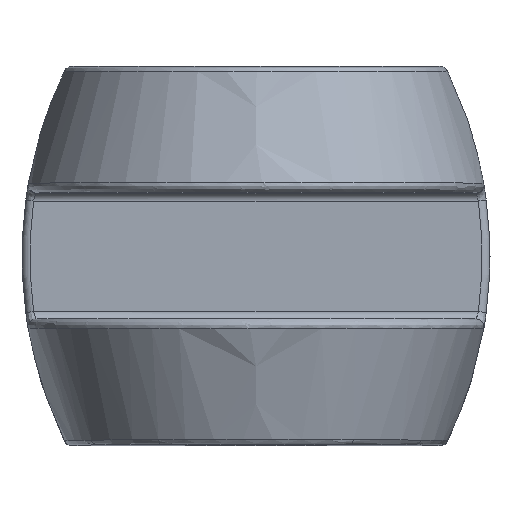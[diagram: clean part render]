
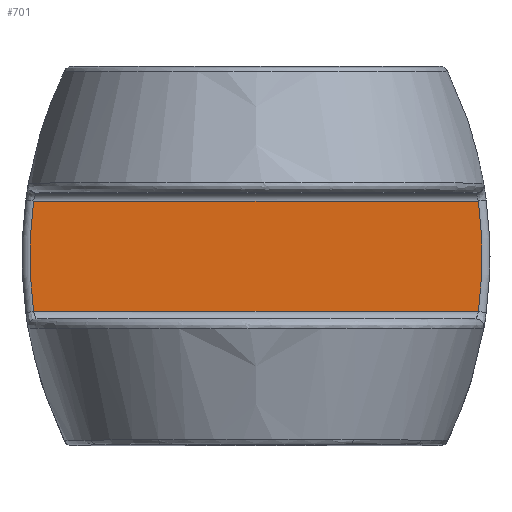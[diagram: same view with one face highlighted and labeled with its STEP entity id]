
A CAD part, top view. The second image highlights one B-rep face of the part: STEP entity #701.
In plain terms, the highlighted planar face has unit normal (0, 0, 1).
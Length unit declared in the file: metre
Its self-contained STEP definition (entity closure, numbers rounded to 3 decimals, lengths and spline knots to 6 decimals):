
#105=CIRCLE('',#763,0.010451);
#106=CIRCLE('',#764,0.010451);
#158=ORIENTED_EDGE('',*,*,#364,.T.);
#159=ORIENTED_EDGE('',*,*,#365,.T.);
#160=ORIENTED_EDGE('',*,*,#366,.T.);
#161=ORIENTED_EDGE('',*,*,#367,.T.);
#364=EDGE_CURVE('',#467,#468,#105,.F.);
#365=EDGE_CURVE('',#468,#469,#523,.T.);
#366=EDGE_CURVE('',#469,#470,#106,.F.);
#367=EDGE_CURVE('',#470,#467,#524,.F.);
#467=VERTEX_POINT('',#1068);
#468=VERTEX_POINT('',#1069);
#469=VERTEX_POINT('',#1071);
#470=VERTEX_POINT('',#1073);
#523=LINE('',#1070,#547);
#524=LINE('',#1074,#548);
#547=VECTOR('',#864,1.);
#548=VECTOR('',#867,1.);
#569=EDGE_LOOP('',(#158,#159,#160,#161));
#633=FACE_BOUND('',#569,.T.);
#694=PLANE('',#762);
#701=ADVANCED_FACE('',(#633),#694,.F.);
#762=AXIS2_PLACEMENT_3D('',#1066,#860,#861);
#763=AXIS2_PLACEMENT_3D('',#1067,#862,#863);
#764=AXIS2_PLACEMENT_3D('',#1072,#865,#866);
#860=DIRECTION('',(0.,0.,-1.));
#861=DIRECTION('',(-1.,0.,0.));
#862=DIRECTION('',(0.,0.,-1.));
#863=DIRECTION('',(-1.,0.,0.));
#864=DIRECTION('',(-1.,0.,0.));
#865=DIRECTION('',(0.,0.,-1.));
#866=DIRECTION('',(-1.,0.,0.));
#867=DIRECTION('',(-1.,0.,0.));
#1066=CARTESIAN_POINT('',(-0.004763,0.,0.003175));
#1067=CARTESIAN_POINT('',(-0.004763,0.,0.003175));
#1068=CARTESIAN_POINT('',(0.005596,-0.001389,0.003175));
#1069=CARTESIAN_POINT('',(0.005596,0.001389,0.003175));
#1070=CARTESIAN_POINT('',(-0.005768,0.001389,0.003175));
#1071=CARTESIAN_POINT('',(-0.005596,0.001389,0.003175));
#1072=CARTESIAN_POINT('',(0.004763,0.,0.003175));
#1073=CARTESIAN_POINT('',(-0.005596,-0.001389,0.003175));
#1074=CARTESIAN_POINT('',(0.005768,-0.001389,0.003175));
